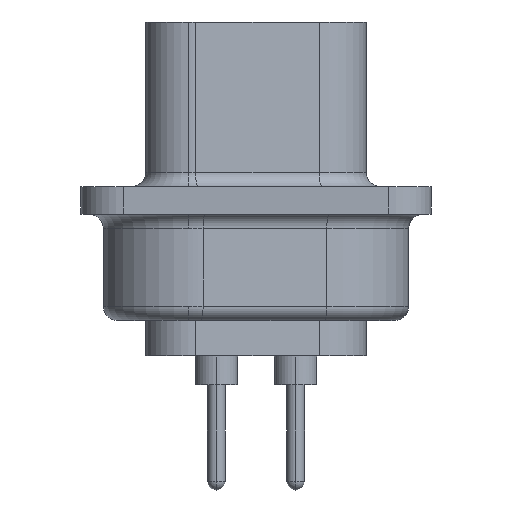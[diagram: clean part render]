
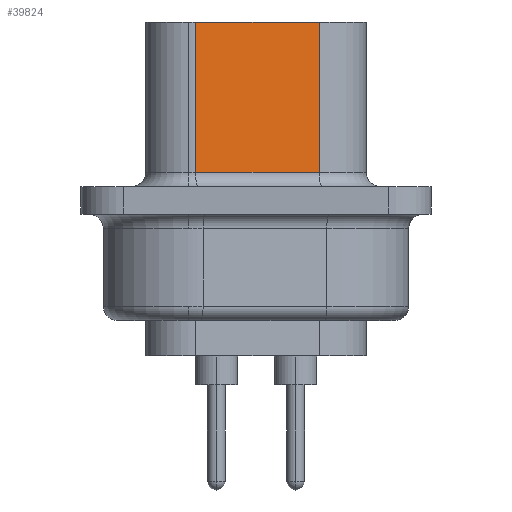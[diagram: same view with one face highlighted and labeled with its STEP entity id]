
A CAD part, left-side view. The second image highlights one B-rep face of the part: STEP entity #39824.
In plain terms, the highlighted planar face has unit normal (-0.985, -0.174, 0).
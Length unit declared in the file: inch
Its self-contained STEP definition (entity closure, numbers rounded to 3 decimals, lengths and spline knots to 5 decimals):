
#251 = FACE_OUTER_BOUND ( 'NONE', #34943, .T. ) ;
#1686 = DIRECTION ( 'NONE',  ( 0., 0., -1. ) ) ;
#2570 = VERTEX_POINT ( 'NONE', #10203 ) ;
#2806 = LINE ( 'NONE', #25224, #28431 ) ;
#3436 = DIRECTION ( 'NONE',  ( 0.174, -0.985, 0. ) ) ;
#3497 = EDGE_CURVE ( 'NONE', #32072, #23882, #31519, .T. ) ;
#4168 = CARTESIAN_POINT ( 'NONE',  ( -1.08, 0.08508, 0.2515 ) ) ;
#4646 = CARTESIAN_POINT ( 'NONE',  ( -1.08, 0.08508, 0.2515 ) ) ;
#9719 = CARTESIAN_POINT ( 'NONE',  ( -1.04924, -0.08939, 0.0395 ) ) ;
#10203 = CARTESIAN_POINT ( 'NONE',  ( -1.08, 0.08508, 0.0395 ) ) ;
#11441 = DIRECTION ( 'NONE',  ( 0., 0., -1. ) ) ;
#13163 = EDGE_CURVE ( 'NONE', #32072, #2570, #18855, .T. ) ;
#13928 = PLANE ( 'NONE',  #38330 ) ;
#13996 = EDGE_CURVE ( 'NONE', #23882, #25854, #20698, .T. ) ;
#15716 = CARTESIAN_POINT ( 'NONE',  ( -1.08, 0.08508, 0.2515 ) ) ;
#18855 = LINE ( 'NONE', #32798, #37989 ) ;
#19909 = DIRECTION ( 'NONE',  ( -0.174, 0.985, 0. ) ) ;
#20698 = LINE ( 'NONE', #24242, #37383 ) ;
#23050 = DIRECTION ( 'NONE',  ( 0.985, 0.174, 0. ) ) ;
#23104 = ORIENTED_EDGE ( 'NONE', *, *, #3497, .F. ) ;
#23882 = VERTEX_POINT ( 'NONE', #27651 ) ;
#24065 = ORIENTED_EDGE ( 'NONE', *, *, #13996, .F. ) ;
#24242 = CARTESIAN_POINT ( 'NONE',  ( -1.04924, -0.08939, 0.2515 ) ) ;
#25224 = CARTESIAN_POINT ( 'NONE',  ( -1.04924, -0.08939, 0.0395 ) ) ;
#25236 = DIRECTION ( 'NONE',  ( 0.174, -0.985, 0. ) ) ;
#25854 = VERTEX_POINT ( 'NONE', #9719 ) ;
#26409 = EDGE_CURVE ( 'NONE', #2570, #25854, #2806, .T. ) ;
#26884 = ORIENTED_EDGE ( 'NONE', *, *, #13163, .T. ) ;
#27651 = CARTESIAN_POINT ( 'NONE',  ( -1.04924, -0.08939, 0.2515 ) ) ;
#28040 = VECTOR ( 'NONE', #25236, 39.37008 ) ;
#28431 = VECTOR ( 'NONE', #3436, 39.37008 ) ;
#31519 = LINE ( 'NONE', #15716, #28040 ) ;
#32072 = VERTEX_POINT ( 'NONE', #4646 ) ;
#32798 = CARTESIAN_POINT ( 'NONE',  ( -1.08, 0.08508, 0.2515 ) ) ;
#34943 = EDGE_LOOP ( 'NONE', ( #26884, #39488, #24065, #23104 ) ) ;
#37383 = VECTOR ( 'NONE', #11441, 39.37008 ) ;
#37989 = VECTOR ( 'NONE', #1686, 39.37008 ) ;
#38330 = AXIS2_PLACEMENT_3D ( 'NONE', #4168, #23050, #19909 ) ;
#39488 = ORIENTED_EDGE ( 'NONE', *, *, #26409, .T. ) ;
#39824 = ADVANCED_FACE ( 'NONE', ( #251 ), #13928, .F. ) ;
